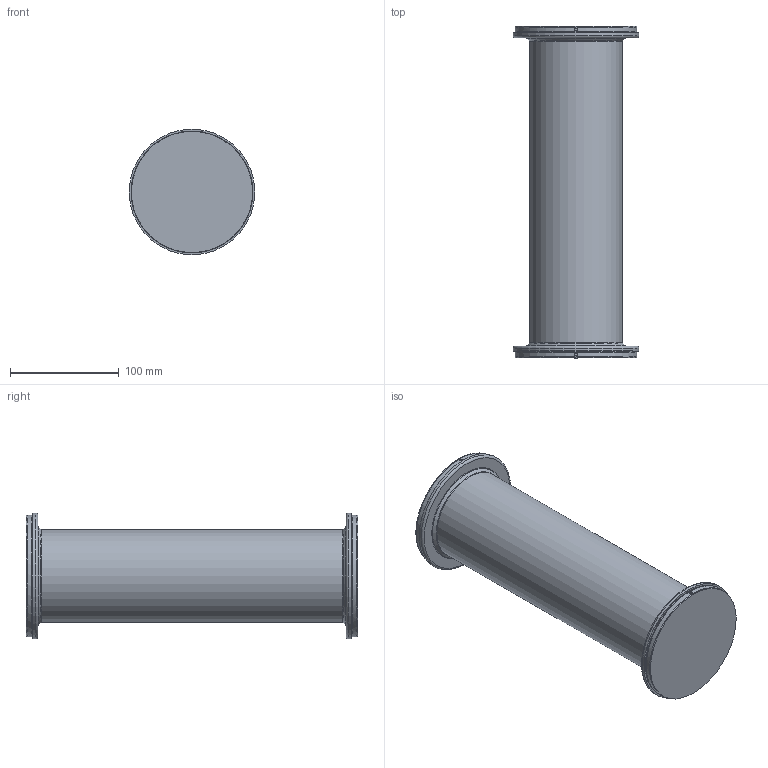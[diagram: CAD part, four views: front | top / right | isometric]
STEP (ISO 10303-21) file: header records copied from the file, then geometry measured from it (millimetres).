
FILE_DESCRIPTION(/* description */ (''),/* implementation_level */ '2;1');
FILE_NAME(/* name */ '31305_Support_ipt_6be931e7.STEP',/* time_stamp */ '2018-12-04T14:45:40+01:00',/* author */ ('chsl'),/* organization */ (''),/* preprocessor_version */ 'ST-DEVELOPER v17',/* originating_system */ 'Autodesk Inventor 2019',/* authorisation */ '');
FILE_SCHEMA (('AUTOMOTIVE_DESIGN { 1 0 10303 214 3 1 1 }'));
Length unit declared in the file: millimetre
Products named in the file (1): 31305_Support
Bounding box: 115.5 x 305 x 115.5 mm (x, y, z)
Volume: 1828001.5 mm3; surface area: 112508.5 mm2
Topology: 1 solids, 1 shells, 43 faces, 113 edges, 77 vertices
Faces by surface type: cylinder 17, plane 12, torus 10, cone 4
Full cylindrical faces by diameter (mm): 2.5 x2, 85 x1, 111.464 x2, 112 x2, 115.5 x2
Entity records: 1599 total; most frequent: CARTESIAN_POINT 444, DIRECTION 252, ORIENTED_EDGE 226, EDGE_CURVE 113, AXIS2_PLACEMENT_3D 110, VERTEX_POINT 77, CIRCLE 66, EDGE_LOOP 48
